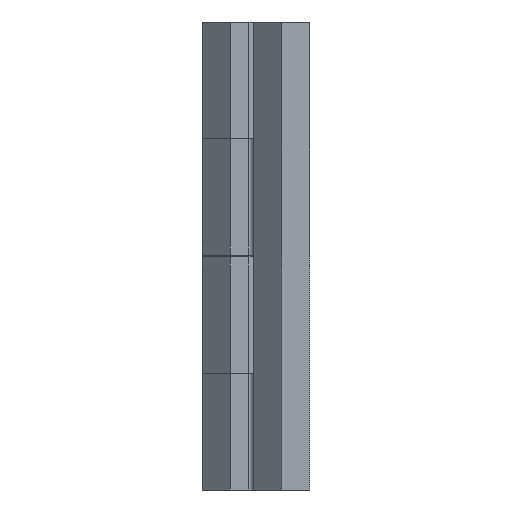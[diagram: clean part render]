
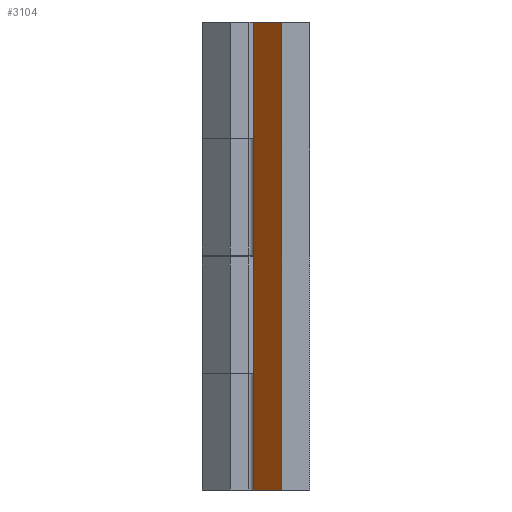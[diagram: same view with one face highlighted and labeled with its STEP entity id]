
A CAD part, left-side view. The second image highlights one B-rep face of the part: STEP entity #3104.
In plain terms, the highlighted planar face has unit normal (-0.707, 0.707, 0).
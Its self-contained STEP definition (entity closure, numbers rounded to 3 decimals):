
#46 = LINE ( 'NONE', #1064, #3329 ) ;
#139 = LINE ( 'NONE', #3303, #761 ) ;
#247 = CARTESIAN_POINT ( 'NONE',  ( -38., -3.5, 25. ) ) ;
#458 = EDGE_LOOP ( 'NONE', ( #3680, #1293, #3524, #3070 ) ) ;
#513 = VECTOR ( 'NONE', #2191, 1000. ) ;
#761 = VECTOR ( 'NONE', #3628, 1000. ) ;
#1064 = CARTESIAN_POINT ( 'NONE',  ( -38., -3.5, -25. ) ) ;
#1293 = ORIENTED_EDGE ( 'NONE', *, *, #2341, .F. ) ;
#1537 = DIRECTION ( 'NONE',  ( 0., 0., 1. ) ) ;
#1579 = PLANE ( 'NONE',  #1861 ) ;
#1729 = DIRECTION ( 'NONE',  ( 0.707, 0.707, 0. ) ) ;
#1824 = FACE_OUTER_BOUND ( 'NONE', #458, .T. ) ;
#1831 = CARTESIAN_POINT ( 'NONE',  ( -38., -3.5, 25. ) ) ;
#1861 = AXIS2_PLACEMENT_3D ( 'NONE', #3806, #4119, #2230 ) ;
#1916 = CARTESIAN_POINT ( 'NONE',  ( -38., -3.5, -25. ) ) ;
#2041 = EDGE_CURVE ( 'NONE', #3072, #2632, #46, .T. ) ;
#2069 = EDGE_CURVE ( 'NONE', #2662, #3861, #139, .T. ) ;
#2191 = DIRECTION ( 'NONE',  ( 0., 0., -1. ) ) ;
#2230 = DIRECTION ( 'NONE',  ( 0.707, 0.707, 0. ) ) ;
#2250 = VECTOR ( 'NONE', #1537, 1000. ) ;
#2341 = EDGE_CURVE ( 'NONE', #2632, #2662, #3085, .T. ) ;
#2367 = EDGE_CURVE ( 'NONE', #3861, #3072, #3283, .T. ) ;
#2432 = CARTESIAN_POINT ( 'NONE',  ( -35., -0.5, 25. ) ) ;
#2632 = VERTEX_POINT ( 'NONE', #3661 ) ;
#2662 = VERTEX_POINT ( 'NONE', #2432 ) ;
#3070 = ORIENTED_EDGE ( 'NONE', *, *, #2367, .F. ) ;
#3072 = VERTEX_POINT ( 'NONE', #1916 ) ;
#3085 = LINE ( 'NONE', #4064, #2250 ) ;
#3104 = ADVANCED_FACE ( 'NONE', ( #1824 ), #1579, .F. ) ;
#3283 = LINE ( 'NONE', #247, #513 ) ;
#3303 = CARTESIAN_POINT ( 'NONE',  ( -20.5, 14., 25. ) ) ;
#3329 = VECTOR ( 'NONE', #1729, 1000. ) ;
#3524 = ORIENTED_EDGE ( 'NONE', *, *, #2041, .F. ) ;
#3628 = DIRECTION ( 'NONE',  ( -0.707, -0.707, 0. ) ) ;
#3661 = CARTESIAN_POINT ( 'NONE',  ( -35., -0.5, -25. ) ) ;
#3680 = ORIENTED_EDGE ( 'NONE', *, *, #2069, .F. ) ;
#3806 = CARTESIAN_POINT ( 'NONE',  ( -38., -3.5, 25. ) ) ;
#3861 = VERTEX_POINT ( 'NONE', #1831 ) ;
#4064 = CARTESIAN_POINT ( 'NONE',  ( -35., -0.5, 25. ) ) ;
#4119 = DIRECTION ( 'NONE',  ( 0.707, -0.707, 0. ) ) ;
